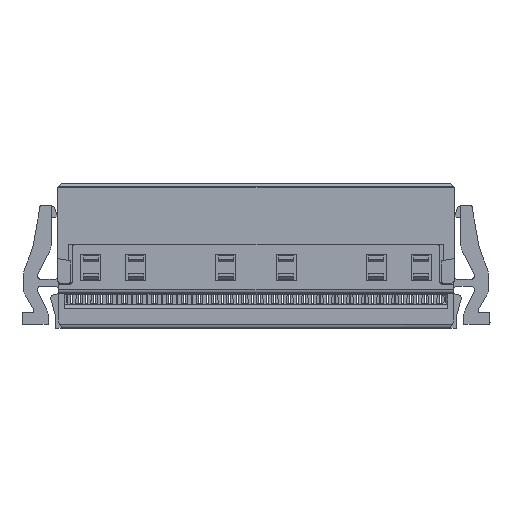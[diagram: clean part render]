
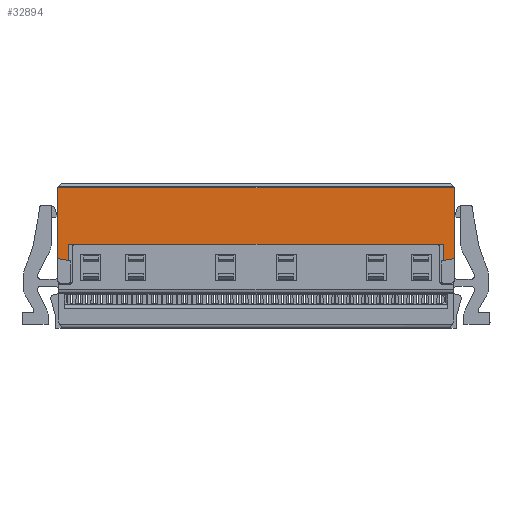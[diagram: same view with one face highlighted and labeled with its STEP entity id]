
A CAD part, top view. The second image highlights one B-rep face of the part: STEP entity #32894.
In plain terms, the highlighted planar face has unit normal (0, 0, 1).
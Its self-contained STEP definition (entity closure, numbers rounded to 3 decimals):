
#32844=AXIS2_PLACEMENT_3D('Plane Axis2P3D',#32841,#32842,#32843) ;
#20719=CARTESIAN_POINT('Vertex',(36.515,11.859,4.325)) ;
#20722=CARTESIAN_POINT('Line Origine',(36.515,8.869,4.325)) ;
#20726=CARTESIAN_POINT('Vertex',(36.515,5.88,4.325)) ;
#20895=CARTESIAN_POINT('Vertex',(3.015,5.88,4.325)) ;
#20898=CARTESIAN_POINT('Line Origine',(3.015,8.869,4.325)) ;
#20902=CARTESIAN_POINT('Vertex',(3.015,11.859,4.325)) ;
#32841=CARTESIAN_POINT('Axis2P3D Location',(2.771,12.4,4.325)) ;
#32846=CARTESIAN_POINT('Line Origine',(19.765,11.859,4.325)) ;
#32851=CARTESIAN_POINT('Line Origine',(3.455,5.802,4.325)) ;
#32855=CARTESIAN_POINT('Vertex',(3.895,5.725,4.325)) ;
#32858=CARTESIAN_POINT('Line Origine',(3.895,6.402,4.325)) ;
#32862=CARTESIAN_POINT('Vertex',(3.895,7.08,4.325)) ;
#32865=CARTESIAN_POINT('Line Origine',(19.765,7.08,4.325)) ;
#32869=CARTESIAN_POINT('Vertex',(35.635,7.08,4.325)) ;
#32872=CARTESIAN_POINT('Line Origine',(35.635,6.402,4.325)) ;
#32876=CARTESIAN_POINT('Vertex',(35.635,5.725,4.325)) ;
#32879=CARTESIAN_POINT('Line Origine',(36.075,5.802,4.325)) ;
#20723=DIRECTION('Vector Direction',(0.,1.,0.)) ;
#20899=DIRECTION('Vector Direction',(0.,-1.,0.)) ;
#32842=DIRECTION('Axis2P3D Direction',(-0.,0.,1.)) ;
#32843=DIRECTION('Axis2P3D XDirection',(0.,-1.,0.)) ;
#32847=DIRECTION('Vector Direction',(-1.,0.,0.)) ;
#32852=DIRECTION('Vector Direction',(0.985,-0.174,0.)) ;
#32859=DIRECTION('Vector Direction',(0.,1.,0.)) ;
#32866=DIRECTION('Vector Direction',(1.,0.,0.)) ;
#32873=DIRECTION('Vector Direction',(0.,-1.,0.)) ;
#32880=DIRECTION('Vector Direction',(0.985,0.174,0.)) ;
#20724=VECTOR('Line Direction',#20723,1.) ;
#20900=VECTOR('Line Direction',#20899,1.) ;
#32848=VECTOR('Line Direction',#32847,1.) ;
#32853=VECTOR('Line Direction',#32852,1.) ;
#32860=VECTOR('Line Direction',#32859,1.) ;
#32867=VECTOR('Line Direction',#32866,1.) ;
#32874=VECTOR('Line Direction',#32873,1.) ;
#32881=VECTOR('Line Direction',#32880,1.) ;
#32885=ORIENTED_EDGE('',*,*,#32850,.T.) ;
#32886=ORIENTED_EDGE('',*,*,#20904,.T.) ;
#32887=ORIENTED_EDGE('',*,*,#32857,.T.) ;
#32888=ORIENTED_EDGE('',*,*,#32864,.T.) ;
#32889=ORIENTED_EDGE('',*,*,#32871,.T.) ;
#32890=ORIENTED_EDGE('',*,*,#32878,.T.) ;
#32891=ORIENTED_EDGE('',*,*,#32883,.T.) ;
#32892=ORIENTED_EDGE('',*,*,#20728,.T.) ;
#32894=ADVANCED_FACE('Hauptk\X2\00F6\X0\rper',(#32893),#32845,.T.) ;
#20728=EDGE_CURVE('',#20727,#20720,#20725,.T.) ;
#20904=EDGE_CURVE('',#20903,#20896,#20901,.T.) ;
#32850=EDGE_CURVE('',#20720,#20903,#32849,.T.) ;
#32857=EDGE_CURVE('',#20896,#32856,#32854,.T.) ;
#32864=EDGE_CURVE('',#32856,#32863,#32861,.T.) ;
#32871=EDGE_CURVE('',#32863,#32870,#32868,.T.) ;
#32878=EDGE_CURVE('',#32870,#32877,#32875,.T.) ;
#32883=EDGE_CURVE('',#32877,#20727,#32882,.T.) ;
#32884=EDGE_LOOP('',(#32885,#32886,#32887,#32888,#32889,#32890,#32891,#32892)) ;
#32893=FACE_OUTER_BOUND('',#32884,.T.) ;
#20725=LINE('Line',#20722,#20724) ;
#20901=LINE('Line',#20898,#20900) ;
#32849=LINE('Line',#32846,#32848) ;
#32854=LINE('Line',#32851,#32853) ;
#32861=LINE('Line',#32858,#32860) ;
#32868=LINE('Line',#32865,#32867) ;
#32875=LINE('Line',#32872,#32874) ;
#32882=LINE('Line',#32879,#32881) ;
#32845=PLANE('',#32844) ;
#20720=VERTEX_POINT('',#20719) ;
#20727=VERTEX_POINT('',#20726) ;
#20896=VERTEX_POINT('',#20895) ;
#20903=VERTEX_POINT('',#20902) ;
#32856=VERTEX_POINT('',#32855) ;
#32863=VERTEX_POINT('',#32862) ;
#32870=VERTEX_POINT('',#32869) ;
#32877=VERTEX_POINT('',#32876) ;
